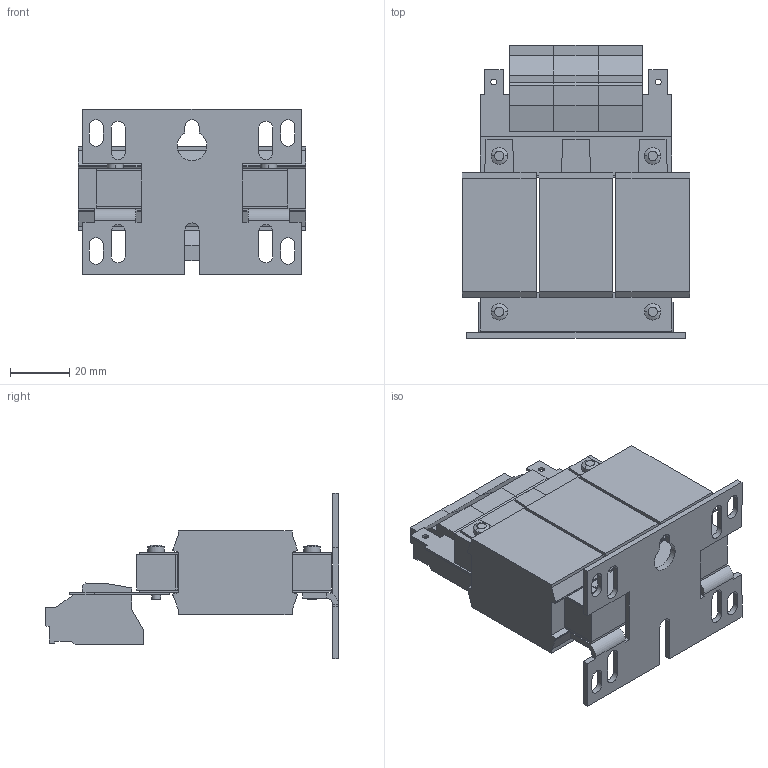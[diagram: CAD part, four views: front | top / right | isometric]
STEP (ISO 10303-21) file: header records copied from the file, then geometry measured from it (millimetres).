
FILE_DESCRIPTION (( 'STEP AP214' ), '1' );
FILE_NAME ('209848.STEP', '2020-05-29T00:15:23', ( '' ), ( '' ), 'SwSTEP 2.0', 'SolidWorks 2018', '' );
FILE_SCHEMA (( 'AUTOMOTIVE_DESIGN' ));
Length unit declared in the file: millimetre
Products named in the file (1): 209848
Bounding box: 77 x 99.3 x 56 mm (x, y, z)
Volume: 138732 mm3; surface area: 38184.8 mm2
Topology: 1 solids, 1 shells, 412 faces, 1092 edges, 698 vertices
Faces by surface type: plane 339, cylinder 65, sphere 8
Entity records: 12628 total; most frequent: CARTESIAN_POINT 2203, ORIENTED_EDGE 2184, DIRECTION 2072, EDGE_CURVE 1092, LINE 938, VECTOR 938, VERTEX_POINT 698, AXIS2_PLACEMENT_3D 567
